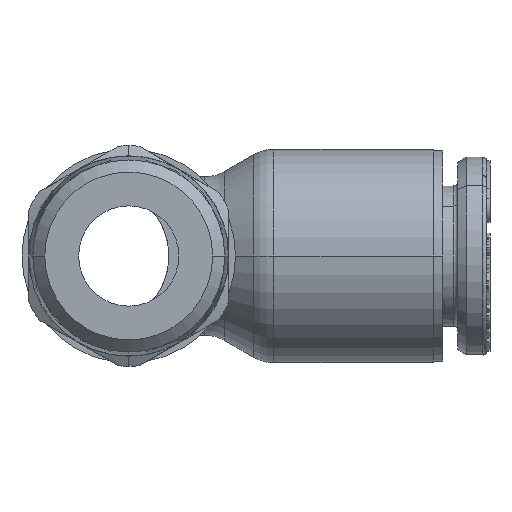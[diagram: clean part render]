
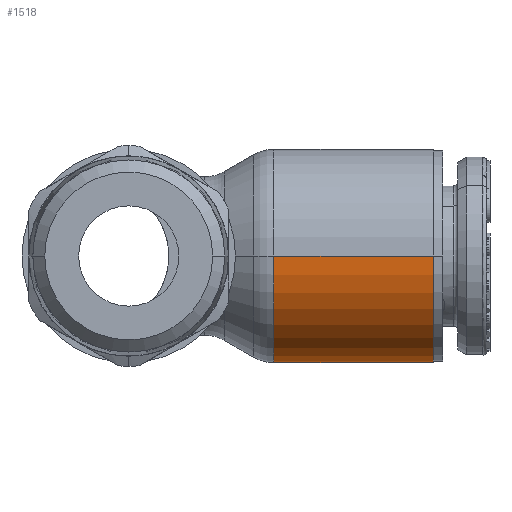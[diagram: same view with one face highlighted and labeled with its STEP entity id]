
A CAD part, left-side view. The second image highlights one B-rep face of the part: STEP entity #1518.
In plain terms, the highlighted cylindrical face has radius 5.325 mm (diameter 10.65 mm), a partial arc.
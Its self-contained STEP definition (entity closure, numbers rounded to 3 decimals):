
#1518=ADVANCED_FACE('',(#4241),#4242,.T.);
#4241=FACE_OUTER_BOUND('',#8392,.T.);
#4242=CYLINDRICAL_SURFACE('',#8393,5.325);
#8392=EDGE_LOOP('',(#16035,#16036,#16037,#16038));
#8393=AXIS2_PLACEMENT_3D('',#16039,#16040,#16041);
#16035=ORIENTED_EDGE('',*,*,#27605,.F.);
#16036=ORIENTED_EDGE('',*,*,#27606,.T.);
#16037=ORIENTED_EDGE('',*,*,#27607,.F.);
#16038=ORIENTED_EDGE('',*,*,#27608,.T.);
#16039=CARTESIAN_POINT('',(0.0,0.76,0.0));
#16040=DIRECTION('',(0.0,1.0,-0.0));
#16041=DIRECTION('',(-1.0,0.0,0.0));
#27605=EDGE_CURVE('',#32460,#32461,#32462,.T.);
#27606=EDGE_CURVE('',#32460,#32463,#32464,.T.);
#27607=EDGE_CURVE('',#32465,#32463,#32466,.T.);
#27608=EDGE_CURVE('',#32465,#32461,#32467,.T.);
#32460=VERTEX_POINT('',#39488);
#32461=VERTEX_POINT('',#39489);
#32462=LINE('',#39490,#39491);
#32463=VERTEX_POINT('',#39492);
#32464=CIRCLE('',#39493,5.325);
#32465=VERTEX_POINT('',#39494);
#32466=LINE('',#39495,#39496);
#32467=CIRCLE('',#39497,5.325);
#39488=CARTESIAN_POINT('',(-5.325,-7.236,0.0));
#39489=CARTESIAN_POINT('',(-5.325,-15.2,0.0));
#39490=CARTESIAN_POINT('',(-5.325,-11.218,0.));
#39491=VECTOR('',#52413,1.0);
#39492=CARTESIAN_POINT('',(5.325,-7.236,0.));
#39493=AXIS2_PLACEMENT_3D('',#52414,#52415,#52416);
#39494=CARTESIAN_POINT('',(5.325,-15.2,0.));
#39495=CARTESIAN_POINT('',(5.325,-11.218,0.));
#39496=VECTOR('',#52417,1.0);
#39497=AXIS2_PLACEMENT_3D('',#52418,#52419,#52420);
#52413=DIRECTION('',(-0.0,-1.0,-0.0));
#52414=CARTESIAN_POINT('',(0.0,-7.236,0.0));
#52415=DIRECTION('',(0.0,-1.0,0.0));
#52416=DIRECTION('',(1.0,0.0,0.0));
#52417=DIRECTION('',(0.0,1.0,-0.0));
#52418=CARTESIAN_POINT('',(0.0,-15.2,0.0));
#52419=DIRECTION('',(-0.0,1.0,0.0));
#52420=DIRECTION('',(1.0,0.0,0.0));
